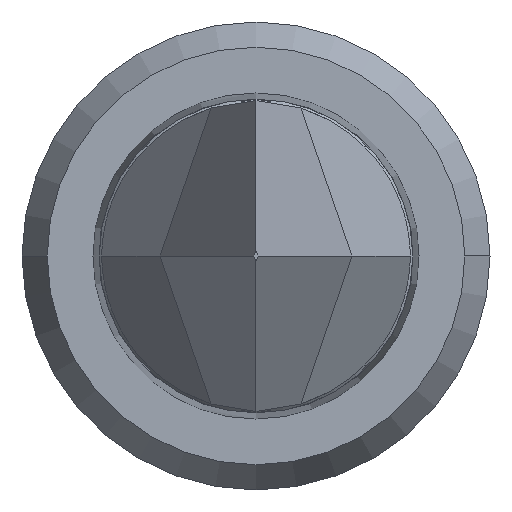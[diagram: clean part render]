
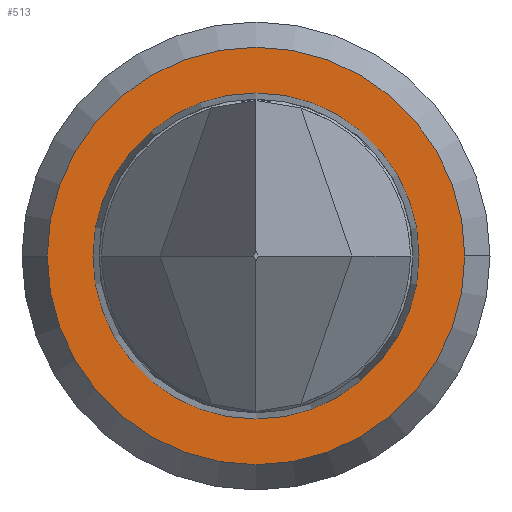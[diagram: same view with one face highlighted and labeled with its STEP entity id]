
A CAD part, left-side view. The second image highlights one B-rep face of the part: STEP entity #513.
In plain terms, the highlighted planar face has unit normal (-1, 0, 0).
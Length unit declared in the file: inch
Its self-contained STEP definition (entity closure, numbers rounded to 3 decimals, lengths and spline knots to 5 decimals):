
#30 = CIRCLE ( 'NONE', #716, 0.01874 ) ;
#100 = EDGE_CURVE ( 'NONE', #375, #383, #578, .T. ) ;
#120 = DIRECTION ( 'NONE',  ( 0., 1., 0. ) ) ;
#168 = CARTESIAN_POINT ( 'NONE',  ( 0., 0., 0. ) ) ;
#194 = CARTESIAN_POINT ( 'NONE',  ( 0., 0., -0.01874 ) ) ;
#210 = EDGE_LOOP ( 'NONE', ( #856, #1165 ) ) ;
#233 = CIRCLE ( 'NONE', #312, 0.024 ) ;
#255 = EDGE_LOOP ( 'NONE', ( #912, #871 ) ) ;
#303 = FACE_OUTER_BOUND ( 'NONE', #210, .T. ) ;
#312 = AXIS2_PLACEMENT_3D ( 'NONE', #903, #777, #610 ) ;
#319 = FACE_BOUND ( 'NONE', #255, .T. ) ;
#375 = VERTEX_POINT ( 'NONE', #194 ) ;
#383 = VERTEX_POINT ( 'NONE', #767 ) ;
#406 = CARTESIAN_POINT ( 'NONE',  ( 0., 0., 0. ) ) ;
#410 = DIRECTION ( 'NONE',  ( 1., 0., 0. ) ) ;
#414 = DIRECTION ( 'NONE',  ( 0., -1., 0. ) ) ;
#418 = DIRECTION ( 'NONE',  ( 0., -1., 0. ) ) ;
#420 = DIRECTION ( 'NONE',  ( 1., 0., 0. ) ) ;
#425 = AXIS2_PLACEMENT_3D ( 'NONE', #406, #410, #418 ) ;
#426 = CARTESIAN_POINT ( 'NONE',  ( 0., 0., 0. ) ) ;
#452 = DIRECTION ( 'NONE',  ( 0., -1., 0. ) ) ;
#460 = DIRECTION ( 'NONE',  ( -1., 0., 0. ) ) ;
#463 = CARTESIAN_POINT ( 'NONE',  ( 0., 0.024, 0. ) ) ;
#464 = CARTESIAN_POINT ( 'NONE',  ( 0., 0.024, 0. ) ) ;
#513 = ADVANCED_FACE ( 'NONE', ( #319, #303 ), #523, .T. ) ;
#520 = EDGE_CURVE ( 'NONE', #383, #375, #30, .T. ) ;
#523 = PLANE ( 'NONE',  #700 ) ;
#578 = CIRCLE ( 'NONE', #425, 0.01874 ) ;
#584 = DIRECTION ( 'NONE',  ( 1., 0., 0. ) ) ;
#610 = DIRECTION ( 'NONE',  ( 0., 1., 0. ) ) ;
#700 = AXIS2_PLACEMENT_3D ( 'NONE', #464, #460, #452 ) ;
#716 = AXIS2_PLACEMENT_3D ( 'NONE', #426, #420, #414 ) ;
#725 = VERTEX_POINT ( 'NONE', #1155 ) ;
#766 = EDGE_CURVE ( 'NONE', #725, #948, #844, .T. ) ;
#767 = CARTESIAN_POINT ( 'NONE',  ( 0., 0., 0.01874 ) ) ;
#777 = DIRECTION ( 'NONE',  ( 1., 0., 0. ) ) ;
#829 = AXIS2_PLACEMENT_3D ( 'NONE', #168, #584, #120 ) ;
#844 = CIRCLE ( 'NONE', #829, 0.024 ) ;
#856 = ORIENTED_EDGE ( 'NONE', *, *, #1127, .F. ) ;
#871 = ORIENTED_EDGE ( 'NONE', *, *, #520, .T. ) ;
#903 = CARTESIAN_POINT ( 'NONE',  ( 0., 0., 0. ) ) ;
#912 = ORIENTED_EDGE ( 'NONE', *, *, #100, .T. ) ;
#948 = VERTEX_POINT ( 'NONE', #463 ) ;
#1127 = EDGE_CURVE ( 'NONE', #948, #725, #233, .T. ) ;
#1155 = CARTESIAN_POINT ( 'NONE',  ( 0., -0.024, 0. ) ) ;
#1165 = ORIENTED_EDGE ( 'NONE', *, *, #766, .F. ) ;
